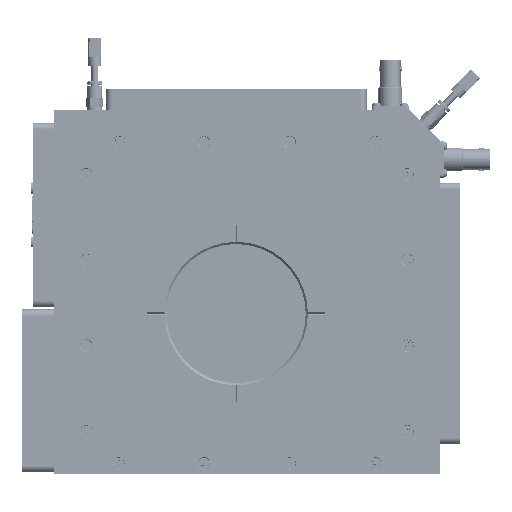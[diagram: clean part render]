
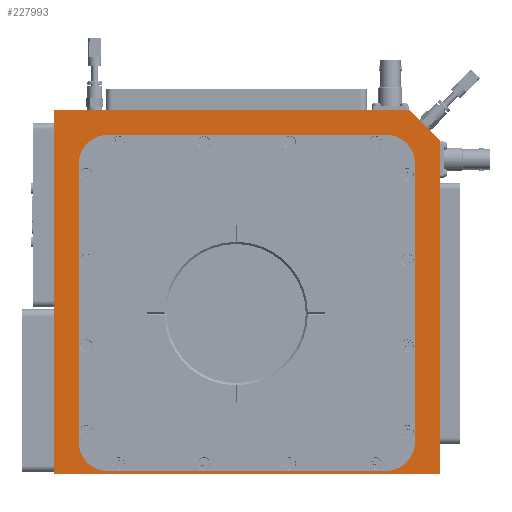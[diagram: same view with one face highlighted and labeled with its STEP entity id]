
A CAD part, top view. The second image highlights one B-rep face of the part: STEP entity #227993.
In plain terms, the highlighted planar face has unit normal (0, 0, 1).
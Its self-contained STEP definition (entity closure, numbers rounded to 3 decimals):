
#2937 = AXIS2_PLACEMENT_3D ( 'NONE', #246518, #84709, #273691 ) ;
#3668 = ORIENTED_EDGE ( 'NONE', *, *, #263546, .F. ) ;
#8322 = CARTESIAN_POINT ( 'NONE',  ( 70., 83.5, 9.966 ) ) ;
#13468 = DIRECTION ( 'NONE',  ( 0., 0., 1. ) ) ;
#13996 = EDGE_CURVE ( 'NONE', #109309, #348936, #116896, .T. ) ;
#18419 = VECTOR ( 'NONE', #53763, 1000. ) ;
#20532 = CARTESIAN_POINT ( 'NONE',  ( -60., -60., 9.966 ) ) ;
#21439 = ORIENTED_EDGE ( 'NONE', *, *, #190432, .F. ) ;
#29308 = ORIENTED_EDGE ( 'NONE', *, *, #57005, .F. ) ;
#35485 = DIRECTION ( 'NONE',  ( -1., 0., 0. ) ) ;
#36322 = CARTESIAN_POINT ( 'NONE',  ( 95., 95., 9.966 ) ) ;
#37541 = CARTESIAN_POINT ( 'NONE',  ( 83.5, 70., 9.966 ) ) ;
#44411 = VERTEX_POINT ( 'NONE', #129742 ) ;
#45030 = VECTOR ( 'NONE', #103768, 1000. ) ;
#46916 = CARTESIAN_POINT ( 'NONE',  ( 83.5, -60., 9.966 ) ) ;
#47825 = DIRECTION ( 'NONE',  ( 0., -1., 0. ) ) ;
#53763 = DIRECTION ( 'NONE',  ( 0., 1., 0. ) ) ;
#57005 = EDGE_CURVE ( 'NONE', #256284, #185746, #292918, .T. ) ;
#76119 = CARTESIAN_POINT ( 'NONE',  ( 70., -73.5, 9.966 ) ) ;
#84709 = DIRECTION ( 'NONE',  ( 0., 0., 1. ) ) ;
#86228 = ORIENTED_EDGE ( 'NONE', *, *, #161822, .F. ) ;
#93658 = CARTESIAN_POINT ( 'NONE',  ( -85., -75., 9.966 ) ) ;
#99827 = CARTESIAN_POINT ( 'NONE',  ( 95., -75., 9.966 ) ) ;
#103734 = LINE ( 'NONE', #309819, #238905 ) ;
#103768 = DIRECTION ( 'NONE',  ( 0., 1., 0. ) ) ;
#105118 = DIRECTION ( 'NONE',  ( 0., 0., 1. ) ) ;
#109309 = VERTEX_POINT ( 'NONE', #284659 ) ;
#114131 = VECTOR ( 'NONE', #147397, 1000. ) ;
#116896 = LINE ( 'NONE', #318814, #45030 ) ;
#120603 = LINE ( 'NONE', #8322, #255805 ) ;
#120912 = DIRECTION ( 'NONE',  ( -1., 0., 0. ) ) ;
#122501 = EDGE_LOOP ( 'NONE', ( #86228, #21439, #302977, #266978, #269290, #324688, #29308, #348241 ) ) ;
#122631 = LINE ( 'NONE', #36322, #114131 ) ;
#124512 = CARTESIAN_POINT ( 'NONE',  ( 173., 3., 9.966 ) ) ;
#125899 = PLANE ( 'NONE',  #298848 ) ;
#126466 = AXIS2_PLACEMENT_3D ( 'NONE', #175261, #13468, #202348 ) ;
#127054 = DIRECTION ( 'NONE',  ( 0., -1., 0. ) ) ;
#128173 = CARTESIAN_POINT ( 'NONE',  ( -85., 95., 9.966 ) ) ;
#129742 = CARTESIAN_POINT ( 'NONE',  ( 81., 95., 9.966 ) ) ;
#134265 = LINE ( 'NONE', #124512, #277898 ) ;
#137259 = EDGE_CURVE ( 'NONE', #185746, #161088, #120603, .T. ) ;
#140841 = LINE ( 'NONE', #128173, #204136 ) ;
#145702 = CARTESIAN_POINT ( 'NONE',  ( 95., -75., 9.966 ) ) ;
#147397 = DIRECTION ( 'NONE',  ( 0., -1., 0. ) ) ;
#147434 = CIRCLE ( 'NONE', #348480, 13.5 ) ;
#150401 = CARTESIAN_POINT ( 'NONE',  ( -73.5, 70., 9.966 ) ) ;
#151505 = CIRCLE ( 'NONE', #126466, 13.5 ) ;
#154056 = AXIS2_PLACEMENT_3D ( 'NONE', #20532, #209500, #47825 ) ;
#157901 = LINE ( 'NONE', #306687, #301566 ) ;
#161088 = VERTEX_POINT ( 'NONE', #202451 ) ;
#161822 = EDGE_CURVE ( 'NONE', #289830, #260445, #147434, .T. ) ;
#166224 = ORIENTED_EDGE ( 'NONE', *, *, #203492, .T. ) ;
#175261 = CARTESIAN_POINT ( 'NONE',  ( -60., 70., 9.966 ) ) ;
#179143 = EDGE_CURVE ( 'NONE', #348936, #44411, #140841, .T. ) ;
#185746 = VERTEX_POINT ( 'NONE', #285079 ) ;
#190432 = EDGE_CURVE ( 'NONE', #213283, #289830, #157901, .T. ) ;
#191203 = CARTESIAN_POINT ( 'NONE',  ( -73.5, -60., 9.966 ) ) ;
#191529 = CARTESIAN_POINT ( 'NONE',  ( 95., 81., 9.966 ) ) ;
#191869 = VERTEX_POINT ( 'NONE', #145702 ) ;
#193202 = EDGE_CURVE ( 'NONE', #260445, #256284, #271982, .T. ) ;
#202348 = DIRECTION ( 'NONE',  ( 0., -1., 0. ) ) ;
#202451 = CARTESIAN_POINT ( 'NONE',  ( -60., 83.5, 9.966 ) ) ;
#203492 = EDGE_CURVE ( 'NONE', #253939, #44411, #134265, .T. ) ;
#204136 = VECTOR ( 'NONE', #317191, 1000. ) ;
#209500 = DIRECTION ( 'NONE',  ( 0., 0., 1. ) ) ;
#212660 = EDGE_CURVE ( 'NONE', #161088, #214384, #151505, .T. ) ;
#213283 = VERTEX_POINT ( 'NONE', #337976 ) ;
#214384 = VERTEX_POINT ( 'NONE', #150401 ) ;
#215464 = CARTESIAN_POINT ( 'NONE',  ( 83.5, -60., 9.966 ) ) ;
#220698 = CARTESIAN_POINT ( 'NONE',  ( -85., 95., 9.966 ) ) ;
#227993 = ADVANCED_FACE ( 'NONE', ( #325517, #317001 ), #125899, .T. ) ;
#238579 = EDGE_CURVE ( 'NONE', #214384, #260151, #103734, .T. ) ;
#238905 = VECTOR ( 'NONE', #337093, 1000. ) ;
#240124 = ORIENTED_EDGE ( 'NONE', *, *, #179143, .F. ) ;
#243123 = VECTOR ( 'NONE', #120912, 1000. ) ;
#246518 = CARTESIAN_POINT ( 'NONE',  ( 70., 70., 9.966 ) ) ;
#251633 = LINE ( 'NONE', #93658, #243123 ) ;
#253939 = VERTEX_POINT ( 'NONE', #191529 ) ;
#255805 = VECTOR ( 'NONE', #35485, 1000. ) ;
#256284 = VERTEX_POINT ( 'NONE', #37541 ) ;
#260151 = VERTEX_POINT ( 'NONE', #191203 ) ;
#260445 = VERTEX_POINT ( 'NONE', #46916 ) ;
#263546 = EDGE_CURVE ( 'NONE', #253939, #191869, #122631, .T. ) ;
#266893 = CARTESIAN_POINT ( 'NONE',  ( 70., -60., 9.966 ) ) ;
#266978 = ORIENTED_EDGE ( 'NONE', *, *, #238579, .F. ) ;
#269290 = ORIENTED_EDGE ( 'NONE', *, *, #212660, .F. ) ;
#271982 = LINE ( 'NONE', #215464, #18419 ) ;
#273691 = DIRECTION ( 'NONE',  ( 0., -1., 0. ) ) ;
#277898 = VECTOR ( 'NONE', #313408, 1000. ) ;
#278375 = DIRECTION ( 'NONE',  ( 1., 0., 0. ) ) ;
#284659 = CARTESIAN_POINT ( 'NONE',  ( -85., -75., 9.966 ) ) ;
#285079 = CARTESIAN_POINT ( 'NONE',  ( 70., 83.5, 9.966 ) ) ;
#288854 = DIRECTION ( 'NONE',  ( 0., 0., 1. ) ) ;
#289830 = VERTEX_POINT ( 'NONE', #76119 ) ;
#291411 = EDGE_CURVE ( 'NONE', #260151, #213283, #316680, .T. ) ;
#291438 = ORIENTED_EDGE ( 'NONE', *, *, #324568, .F. ) ;
#292918 = CIRCLE ( 'NONE', #2937, 13.5 ) ;
#294081 = DIRECTION ( 'NONE',  ( 0., -1., 0. ) ) ;
#298848 = AXIS2_PLACEMENT_3D ( 'NONE', #99827, #288854, #127054 ) ;
#301566 = VECTOR ( 'NONE', #278375, 1000. ) ;
#302977 = ORIENTED_EDGE ( 'NONE', *, *, #291411, .F. ) ;
#306687 = CARTESIAN_POINT ( 'NONE',  ( -60., -73.5, 9.966 ) ) ;
#309819 = CARTESIAN_POINT ( 'NONE',  ( -73.5, 70., 9.966 ) ) ;
#313408 = DIRECTION ( 'NONE',  ( -0.707, 0.707, 0. ) ) ;
#316680 = CIRCLE ( 'NONE', #154056, 13.5 ) ;
#317001 = FACE_OUTER_BOUND ( 'NONE', #332940, .T. ) ;
#317191 = DIRECTION ( 'NONE',  ( 1., 0., 0. ) ) ;
#318814 = CARTESIAN_POINT ( 'NONE',  ( -85., 95., 9.966 ) ) ;
#324568 = EDGE_CURVE ( 'NONE', #191869, #109309, #251633, .T. ) ;
#324688 = ORIENTED_EDGE ( 'NONE', *, *, #137259, .F. ) ;
#325517 = FACE_BOUND ( 'NONE', #122501, .T. ) ;
#332940 = EDGE_LOOP ( 'NONE', ( #3668, #166224, #240124, #348887, #291438 ) ) ;
#337093 = DIRECTION ( 'NONE',  ( 0., -1., 0. ) ) ;
#337976 = CARTESIAN_POINT ( 'NONE',  ( -60., -73.5, 9.966 ) ) ;
#348241 = ORIENTED_EDGE ( 'NONE', *, *, #193202, .F. ) ;
#348480 = AXIS2_PLACEMENT_3D ( 'NONE', #266893, #105118, #294081 ) ;
#348887 = ORIENTED_EDGE ( 'NONE', *, *, #13996, .F. ) ;
#348936 = VERTEX_POINT ( 'NONE', #220698 ) ;
